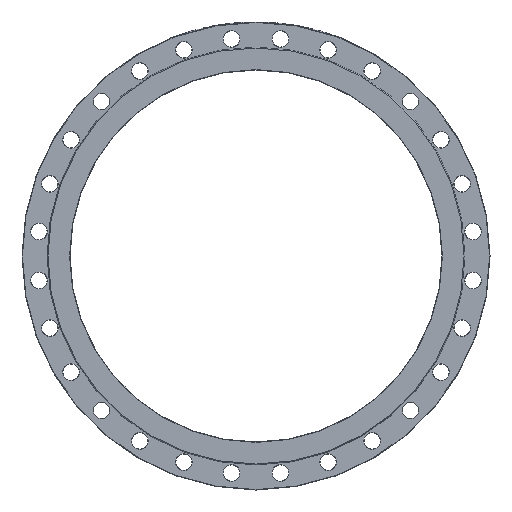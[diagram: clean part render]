
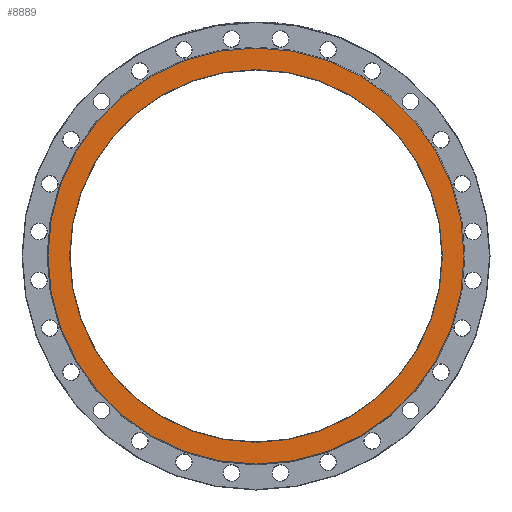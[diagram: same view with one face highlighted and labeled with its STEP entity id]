
A CAD part, left-side view. The second image highlights one B-rep face of the part: STEP entity #8889.
In plain terms, the highlighted planar face has unit normal (-1, 0, 0).
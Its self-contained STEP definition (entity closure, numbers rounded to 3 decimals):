
#256 = ORIENTED_EDGE ( 'NONE', *, *, #12751, .T. ) ;
#460 = FACE_OUTER_BOUND ( 'NONE', #9076, .T. ) ;
#592 = AXIS2_PLACEMENT_3D ( 'NONE', #10959, #6127, #4238 ) ;
#1344 = CARTESIAN_POINT ( 'NONE',  ( 0., 0., 500. ) ) ;
#1661 = VERTEX_POINT ( 'NONE', #9603 ) ;
#3036 = VERTEX_POINT ( 'NONE', #1344 ) ;
#3493 = DIRECTION ( 'NONE',  ( 1., 0., 0. ) ) ;
#3949 = AXIS2_PLACEMENT_3D ( 'NONE', #11403, #5470, #7551 ) ;
#4238 = DIRECTION ( 'NONE',  ( 0., 0., 1. ) ) ;
#4646 = ORIENTED_EDGE ( 'NONE', *, *, #6578, .T. ) ;
#5470 = DIRECTION ( 'NONE',  ( 1., 0., 0. ) ) ;
#6127 = DIRECTION ( 'NONE',  ( -1., 0., 0. ) ) ;
#6578 = EDGE_CURVE ( 'NONE', #3036, #3036, #11836, .T. ) ;
#7551 = DIRECTION ( 'NONE',  ( 0., 0., -1. ) ) ;
#8499 = DIRECTION ( 'NONE',  ( 0., 0., -1. ) ) ;
#8889 = ADVANCED_FACE ( 'NONE', ( #10295, #460 ), #12389, .F. ) ;
#9076 = EDGE_LOOP ( 'NONE', ( #4646 ) ) ;
#9413 = CARTESIAN_POINT ( 'NONE',  ( 0., 0., 0. ) ) ;
#9603 = CARTESIAN_POINT ( 'NONE',  ( 0., 0., -448. ) ) ;
#9729 = EDGE_LOOP ( 'NONE', ( #256 ) ) ;
#10295 = FACE_BOUND ( 'NONE', #9729, .T. ) ;
#10959 = CARTESIAN_POINT ( 'NONE',  ( 0., 0., 0. ) ) ;
#11379 = AXIS2_PLACEMENT_3D ( 'NONE', #9413, #3493, #8499 ) ;
#11403 = CARTESIAN_POINT ( 'NONE',  ( 0., 447., 0. ) ) ;
#11836 = CIRCLE ( 'NONE', #592, 500. ) ;
#12015 = CIRCLE ( 'NONE', #11379, 448. ) ;
#12389 = PLANE ( 'NONE',  #3949 ) ;
#12751 = EDGE_CURVE ( 'NONE', #1661, #1661, #12015, .T. ) ;
